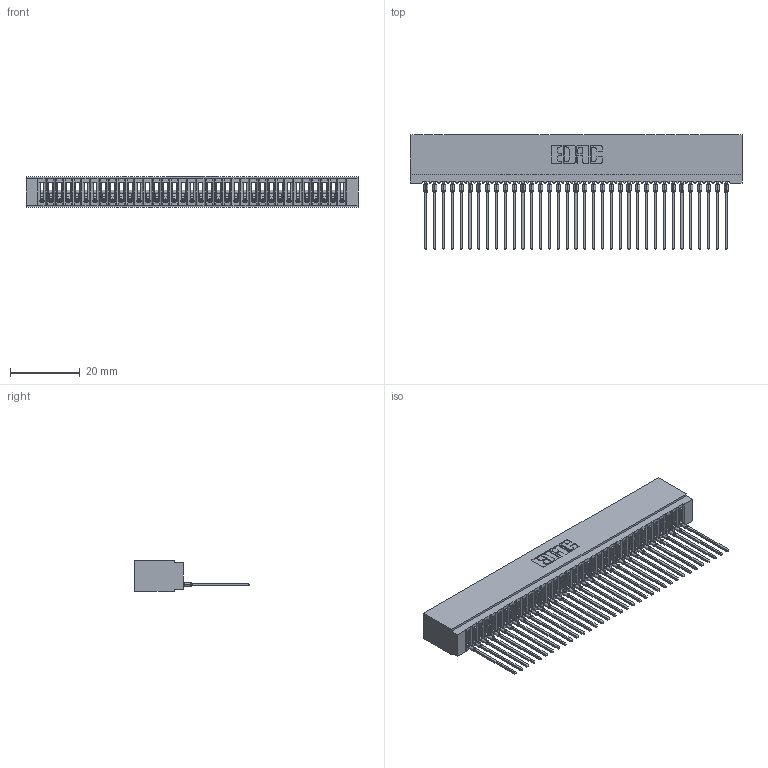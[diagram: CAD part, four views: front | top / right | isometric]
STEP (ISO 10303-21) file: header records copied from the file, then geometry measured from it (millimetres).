
FILE_DESCRIPTION (( 'STEP AP203' ), '1' );
FILE_NAME ('725-035-541-101.STEP', '2026-03-05T22:11:47', ( '' ), ( '' ), 'SwSTEP 2.0', 'SolidWorks 2023', '' );
FILE_SCHEMA (( 'CONFIG_CONTROL_DESIGN' ));
Length unit declared in the file: millimetre
Products named in the file (3): 745-292-001_541; 725-035-541-101; 725 Part_Insulator Option - 01
Assembly tree (36 placements, depth 2):
  725-035-541-101
    725 Part_Insulator Option - 01
    745-292-001_541  x35
Bounding box: 95.5 x 33.03 x 8.89 mm (x, y, z)
Volume: 7437.5 mm3; surface area: 14867.7 mm2
Topology: 36 solids, 36 shells, 4015 faces, 11034 edges, 6958 vertices
Faces by surface type: plane 2400, cylinder 705, bspline 700, torus 210
Entity records: 58723 total; most frequent: CARTESIAN_POINT 10848, ORIENTED_EDGE 10304, DIRECTION 8940, EDGE_CURVE 5152, VECTOR 4760, LINE 4760, VERTEX_POINT 3286, AXIS2_PLACEMENT_3D 2090
